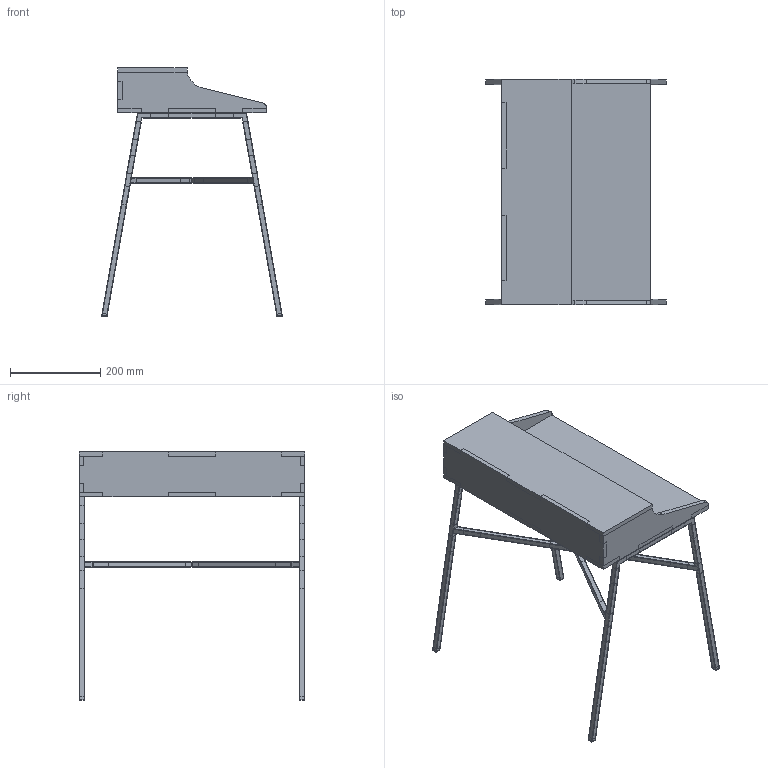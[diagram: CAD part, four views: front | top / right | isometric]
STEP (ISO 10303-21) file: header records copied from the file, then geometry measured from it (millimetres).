
FILE_DESCRIPTION(('STEP AP214'),'1');
FILE_NAME('table de chevet metal 2.stp','2016-11-30T17:28:22',(' '),(' '),'Spatial InterOp 3D',' ',' ');
FILE_SCHEMA(('automotive_design'));
Length unit declared in the file: metre
Products named in the file (34): Corps; Corps1; Corps11; Point; 1
Bounding box: 400.51 x 500 x 551.04 mm (x, y, z)
Volume: 3453253.8 mm3; surface area: 1011534.3 mm2
Topology: 32 solids, 44 shells, 724 faces, 1822 edges, 1237 vertices
Faces by surface type: plane 546, cylinder 154, bspline 24
Entity records: 28642 total; most frequent: CARTESIAN_POINT 4181, DIRECTION 3622, ORIENTED_EDGE 3600, EDGE_CURVE 1800, LINE 1490, VECTOR 1490, VERTEX_POINT 1192, AXIS2_PLACEMENT_3D 1066
